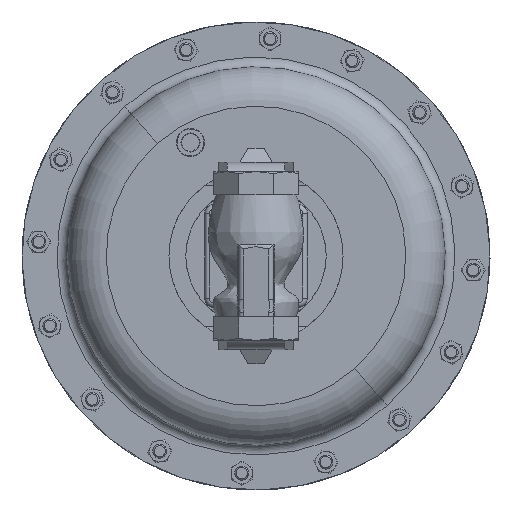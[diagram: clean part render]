
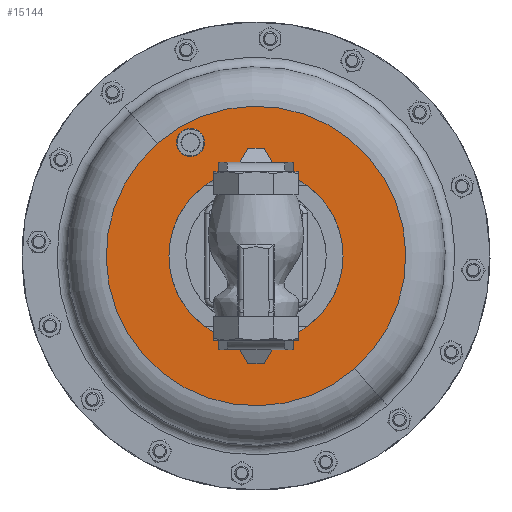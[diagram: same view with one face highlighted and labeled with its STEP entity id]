
A CAD part, front view. The second image highlights one B-rep face of the part: STEP entity #15144.
In plain terms, the highlighted planar face has unit normal (0, -1, 0).
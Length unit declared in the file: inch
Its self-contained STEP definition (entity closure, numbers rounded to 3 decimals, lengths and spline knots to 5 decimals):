
#510 = VERTEX_POINT ( 'NONE', #12218 ) ;
#995 = FACE_OUTER_BOUND ( 'NONE', #2534, .T. ) ;
#1180 = AXIS2_PLACEMENT_3D ( 'NONE', #19741, #19570, #19538 ) ;
#1264 = CARTESIAN_POINT ( 'NONE',  ( 3.00736, 7.835, 0.38738 ) ) ;
#1778 = FACE_BOUND ( 'NONE', #8265, .T. ) ;
#2110 = CARTESIAN_POINT ( 'NONE',  ( -1.50275, 7.835, 0.49915 ) ) ;
#2534 = EDGE_LOOP ( 'NONE', ( #12573, #18436 ) ) ;
#2688 = EDGE_CURVE ( 'NONE', #510, #31097, #11592, .T. ) ;
#3380 = DIRECTION ( 'NONE',  ( 0., -1., 0. ) ) ;
#4110 = CARTESIAN_POINT ( 'NONE',  ( -2.63738, 7.835, 0.75736 ) ) ;
#4309 = EDGE_CURVE ( 'NONE', #7522, #8950, #14335, .T. ) ;
#4442 = CARTESIAN_POINT ( 'NONE',  ( -2.325, 7.835, -2.25 ) ) ;
#4766 = EDGE_CURVE ( 'NONE', #25992, #11700, #19094, .T. ) ;
#4934 = EDGE_CURVE ( 'NONE', #11700, #25992, #15917, .T. ) ;
#5327 = CARTESIAN_POINT ( 'NONE',  ( -1.75, 7.835, 0.78109 ) ) ;
#6897 = FACE_BOUND ( 'NONE', #19597, .T. ) ;
#7522 = VERTEX_POINT ( 'NONE', #24515 ) ;
#7887 = DIRECTION ( 'NONE',  ( 0., 1., 0. ) ) ;
#7913 = AXIS2_PLACEMENT_3D ( 'NONE', #14921, #15180, #15366 ) ;
#8206 = CARTESIAN_POINT ( 'NONE',  ( 0., 7.835, -2.25 ) ) ;
#8265 = EDGE_LOOP ( 'NONE', ( #24459, #12262 ) ) ;
#8599 = AXIS2_PLACEMENT_3D ( 'NONE', #29385, #29361, #29323 ) ;
#8950 = VERTEX_POINT ( 'NONE', #2110 ) ;
#10394 = PLANE ( 'NONE',  #15510 ) ;
#10730 = EDGE_CURVE ( 'NONE', #31097, #510, #23410, .T. ) ;
#11592 = CIRCLE ( 'NONE', #7913, 2.325 ) ;
#11700 = VERTEX_POINT ( 'NONE', #4110 ) ;
#11863 = DIRECTION ( 'NONE',  ( -0.659, 0., 0.752 ) ) ;
#11956 = DIRECTION ( 'NONE',  ( 0., 1., 0. ) ) ;
#11959 = CARTESIAN_POINT ( 'NONE',  ( -1.75, 7.835, 0.78109 ) ) ;
#12218 = CARTESIAN_POINT ( 'NONE',  ( 2.325, 7.835, -2.25 ) ) ;
#12262 = ORIENTED_EDGE ( 'NONE', *, *, #2688, .F. ) ;
#12573 = ORIENTED_EDGE ( 'NONE', *, *, #4934, .F. ) ;
#13184 = AXIS2_PLACEMENT_3D ( 'NONE', #5327, #7887, #25715 ) ;
#13319 = AXIS2_PLACEMENT_3D ( 'NONE', #11959, #11956, #11863 ) ;
#13668 = DIRECTION ( 'NONE',  ( 0., -1., 0. ) ) ;
#14335 = CIRCLE ( 'NONE', #13319, 0.375 ) ;
#14734 = CARTESIAN_POINT ( 'NONE',  ( 2.63738, 7.835, -5.25736 ) ) ;
#14921 = CARTESIAN_POINT ( 'NONE',  ( 0., 7.835, -2.25 ) ) ;
#15144 = ADVANCED_FACE ( 'NONE', ( #1778, #995, #6897 ), #10394, .T. ) ;
#15180 = DIRECTION ( 'NONE',  ( 0., -1., 0. ) ) ;
#15366 = DIRECTION ( 'NONE',  ( 0., 0., -1. ) ) ;
#15510 = AXIS2_PLACEMENT_3D ( 'NONE', #1264, #3380, #22376 ) ;
#15917 = CIRCLE ( 'NONE', #1180, 4. ) ;
#17904 = EDGE_CURVE ( 'NONE', #8950, #7522, #24706, .T. ) ;
#18436 = ORIENTED_EDGE ( 'NONE', *, *, #4766, .F. ) ;
#19094 = CIRCLE ( 'NONE', #8599, 4. ) ;
#19435 = ORIENTED_EDGE ( 'NONE', *, *, #4309, .T. ) ;
#19538 = DIRECTION ( 'NONE',  ( -0.659, 0., 0.752 ) ) ;
#19569 = ORIENTED_EDGE ( 'NONE', *, *, #17904, .T. ) ;
#19570 = DIRECTION ( 'NONE',  ( 0., 1., 0. ) ) ;
#19597 = EDGE_LOOP ( 'NONE', ( #19435, #19569 ) ) ;
#19741 = CARTESIAN_POINT ( 'NONE',  ( 0., 7.835, -2.25 ) ) ;
#22376 = DIRECTION ( 'NONE',  ( 0.659, 0., -0.752 ) ) ;
#22386 = AXIS2_PLACEMENT_3D ( 'NONE', #8206, #13668, #28191 ) ;
#23410 = CIRCLE ( 'NONE', #22386, 2.325 ) ;
#24459 = ORIENTED_EDGE ( 'NONE', *, *, #10730, .F. ) ;
#24515 = CARTESIAN_POINT ( 'NONE',  ( -1.99725, 7.835, 1.06303 ) ) ;
#24706 = CIRCLE ( 'NONE', #13184, 0.375 ) ;
#25715 = DIRECTION ( 'NONE',  ( -0.659, 0., 0.752 ) ) ;
#25992 = VERTEX_POINT ( 'NONE', #14734 ) ;
#28191 = DIRECTION ( 'NONE',  ( 0., 0., -1. ) ) ;
#29323 = DIRECTION ( 'NONE',  ( -0.659, 0., 0.752 ) ) ;
#29361 = DIRECTION ( 'NONE',  ( 0., 1., 0. ) ) ;
#29385 = CARTESIAN_POINT ( 'NONE',  ( 0., 7.835, -2.25 ) ) ;
#31097 = VERTEX_POINT ( 'NONE', #4442 ) ;
